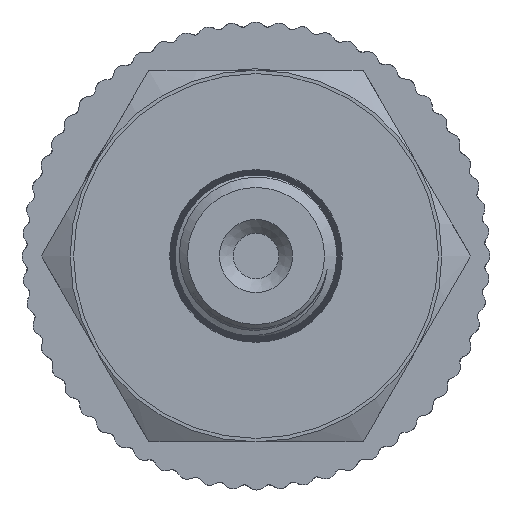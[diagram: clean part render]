
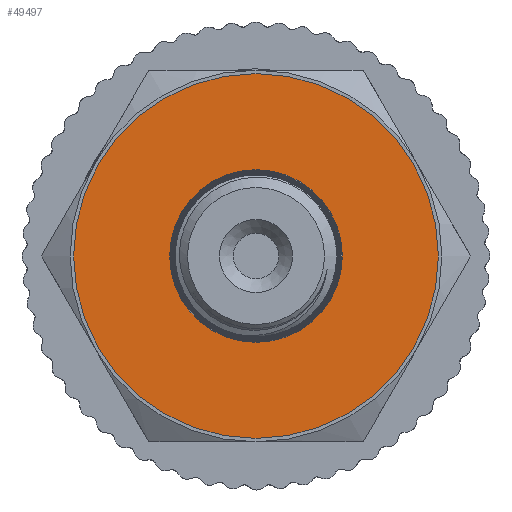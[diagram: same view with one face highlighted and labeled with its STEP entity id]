
A CAD part, left-side view. The second image highlights one B-rep face of the part: STEP entity #49497.
In plain terms, the highlighted planar face has unit normal (-1, 0, 0).
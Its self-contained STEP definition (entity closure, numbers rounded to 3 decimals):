
#1461=PLANE('',#52058);
#2937=FACE_BOUND('',#6034,.T.);
#3333=FACE_OUTER_BOUND('',#6033,.T.);
#6033=EDGE_LOOP('',(#34458));
#6034=EDGE_LOOP('',(#34459));
#8421=CIRCLE('',#51944,6.27);
#8457=CIRCLE('',#52049,13.25);
#19622=VERTEX_POINT('',#69184);
#20168=VERTEX_POINT('',#78561);
#24878=EDGE_CURVE('',#19622,#19622,#8421,.T.);
#25704=EDGE_CURVE('',#20168,#20168,#8457,.T.);
#34458=ORIENTED_EDGE('',*,*,#25704,.T.);
#34459=ORIENTED_EDGE('',*,*,#24878,.T.);
#49497=ADVANCED_FACE('',(#3333,#2937),#1461,.T.);
#51944=AXIS2_PLACEMENT_3D('',#69185,#55960,#55961);
#52049=AXIS2_PLACEMENT_3D('',#78562,#56451,#56452);
#52058=AXIS2_PLACEMENT_3D('',#79346,#56472,#56473);
#55960=DIRECTION('center_axis',(1.,0.,0.));
#55961=DIRECTION('ref_axis',(0.,0.,-1.));
#56451=DIRECTION('center_axis',(-1.,0.,0.));
#56452=DIRECTION('ref_axis',(0.,1.,0.));
#56472=DIRECTION('center_axis',(-1.,0.,0.));
#56473=DIRECTION('ref_axis',(0.,0.,1.));
#69184=CARTESIAN_POINT('',(-48.,-6.27,0.));
#69185=CARTESIAN_POINT('Origin',(-48.,0.,0.));
#78561=CARTESIAN_POINT('',(-48.,-13.25,0.));
#78562=CARTESIAN_POINT('Origin',(-48.,0.,0.));
#79346=CARTESIAN_POINT('Origin',(-48.,13.5,0.));
